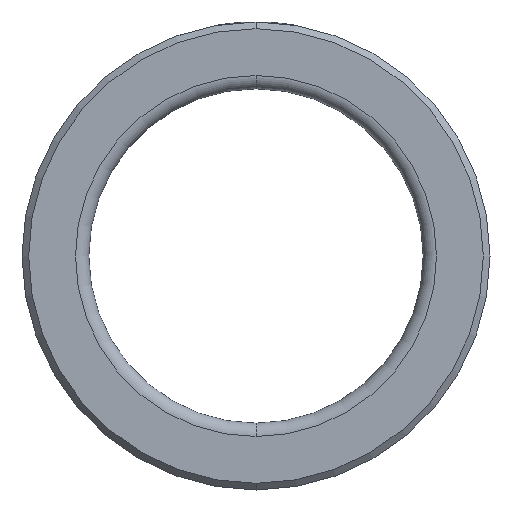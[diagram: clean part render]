
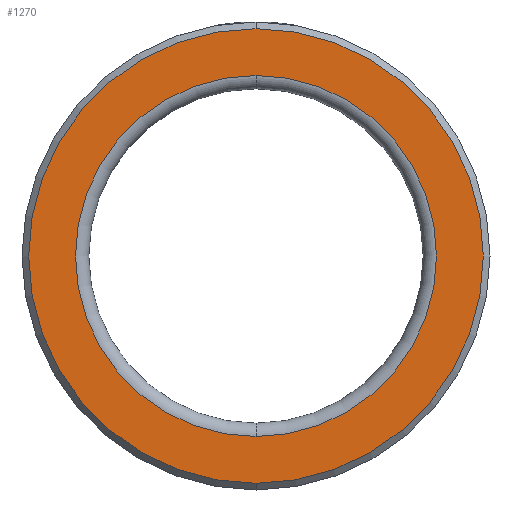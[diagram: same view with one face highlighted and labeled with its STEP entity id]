
A CAD part, front view. The second image highlights one B-rep face of the part: STEP entity #1270.
In plain terms, the highlighted planar face has unit normal (0, -1, 0).
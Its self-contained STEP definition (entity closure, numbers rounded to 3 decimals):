
#24 = CARTESIAN_POINT ( 'NONE',  ( 0., 0., -34. ) ) ;
#31 = DIRECTION ( 'NONE',  ( 0., -1., 0. ) ) ;
#46 = DIRECTION ( 'NONE',  ( 0., 0., -1. ) ) ;
#125 = CIRCLE ( 'NONE', #1471, 27. ) ;
#169 = CARTESIAN_POINT ( 'NONE',  ( 0., 0., 34. ) ) ;
#190 = AXIS2_PLACEMENT_3D ( 'NONE', #1393, #649, #1513 ) ;
#243 = EDGE_LOOP ( 'NONE', ( #952, #1377 ) ) ;
#285 = CARTESIAN_POINT ( 'NONE',  ( 0., 0., 27. ) ) ;
#406 = EDGE_CURVE ( 'NONE', #698, #832, #984, .T. ) ;
#426 = CARTESIAN_POINT ( 'NONE',  ( -34., 0., 0. ) ) ;
#474 = CARTESIAN_POINT ( 'NONE',  ( 0., 0., -27. ) ) ;
#491 = ORIENTED_EDGE ( 'NONE', *, *, #1157, .T. ) ;
#534 = AXIS2_PLACEMENT_3D ( 'NONE', #1315, #570, #1440 ) ;
#570 = DIRECTION ( 'NONE',  ( 0., -1., 0. ) ) ;
#572 = DIRECTION ( 'NONE',  ( 0., 0., 1. ) ) ;
#649 = DIRECTION ( 'NONE',  ( 0., -1., 0. ) ) ;
#671 = VERTEX_POINT ( 'NONE', #24 ) ;
#698 = VERTEX_POINT ( 'NONE', #285 ) ;
#720 = EDGE_CURVE ( 'NONE', #832, #698, #125, .T. ) ;
#791 = CARTESIAN_POINT ( 'NONE',  ( 0., 0., 0. ) ) ;
#802 = DIRECTION ( 'NONE',  ( 0., -1., 0. ) ) ;
#808 = AXIS2_PLACEMENT_3D ( 'NONE', #1549, #802, #46 ) ;
#832 = VERTEX_POINT ( 'NONE', #474 ) ;
#915 = DIRECTION ( 'NONE',  ( 0., 0., -1. ) ) ;
#952 = ORIENTED_EDGE ( 'NONE', *, *, #720, .F. ) ;
#953 = VERTEX_POINT ( 'NONE', #169 ) ;
#984 = CIRCLE ( 'NONE', #534, 27. ) ;
#1135 = CIRCLE ( 'NONE', #808, 34. ) ;
#1141 = CIRCLE ( 'NONE', #190, 34. ) ;
#1157 = EDGE_CURVE ( 'NONE', #953, #671, #1135, .T. ) ;
#1189 = PLANE ( 'NONE',  #1392 ) ;
#1251 = ORIENTED_EDGE ( 'NONE', *, *, #1403, .T. ) ;
#1270 = ADVANCED_FACE ( 'NONE', ( #1307, #1631 ), #1189, .F. ) ;
#1307 = FACE_BOUND ( 'NONE', #243, .T. ) ;
#1315 = CARTESIAN_POINT ( 'NONE',  ( 0., 0., 0. ) ) ;
#1316 = DIRECTION ( 'NONE',  ( 0., 1., 0. ) ) ;
#1377 = ORIENTED_EDGE ( 'NONE', *, *, #406, .F. ) ;
#1392 = AXIS2_PLACEMENT_3D ( 'NONE', #426, #1316, #572 ) ;
#1393 = CARTESIAN_POINT ( 'NONE',  ( 0., 0., 0. ) ) ;
#1399 = EDGE_LOOP ( 'NONE', ( #491, #1251 ) ) ;
#1403 = EDGE_CURVE ( 'NONE', #671, #953, #1141, .T. ) ;
#1440 = DIRECTION ( 'NONE',  ( 0., 0., -1. ) ) ;
#1471 = AXIS2_PLACEMENT_3D ( 'NONE', #791, #31, #915 ) ;
#1513 = DIRECTION ( 'NONE',  ( 0., 0., -1. ) ) ;
#1549 = CARTESIAN_POINT ( 'NONE',  ( 0., 0., 0. ) ) ;
#1631 = FACE_OUTER_BOUND ( 'NONE', #1399, .T. ) ;
